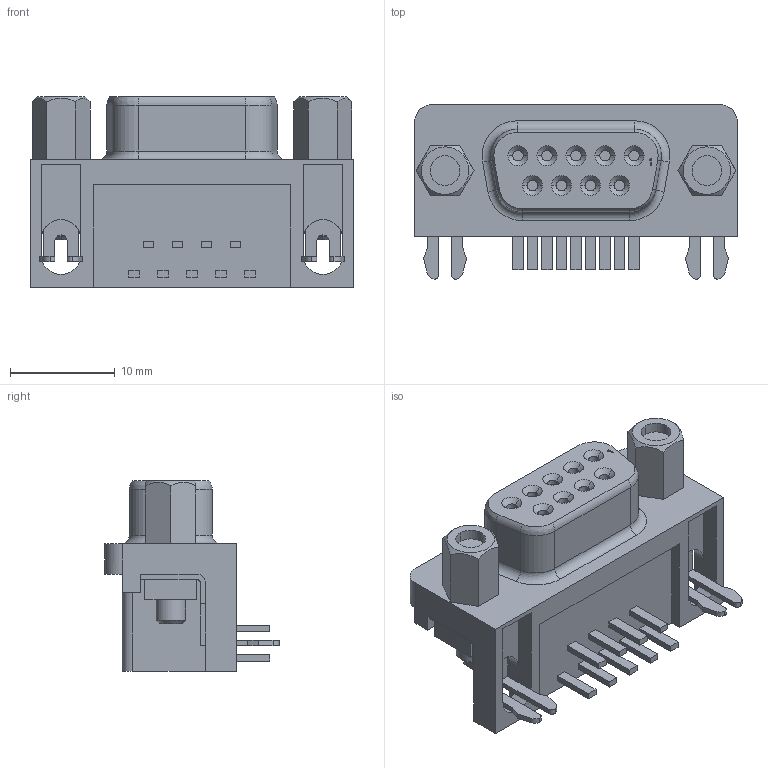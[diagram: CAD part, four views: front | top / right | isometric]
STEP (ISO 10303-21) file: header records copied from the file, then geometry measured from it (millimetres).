
FILE_DESCRIPTION((''),'2;1');
FILE_NAME('C-2311765-1','2018-06-14T',('workeradm'),('TE Connectivity Ltd.'),'CREO PARAMETRIC BY PTC INC, 2016050','CREO PARAMETRIC BY PTC INC, 2016050','');
FILE_SCHEMA(('AUTOMOTIVE_DESIGN { 1 0 10303 214 1 1 1 1 }'));
Length unit declared in the file: millimetre
Products named in the file (1): C-2311765-1
Bounding box: 30.81 x 16.65 x 18.2 mm (x, y, z)
Volume: 4170.2 mm3; surface area: 2751.3 mm2
Topology: 1 solids, 1 shells, 265 faces, 671 edges, 434 vertices
Faces by surface type: plane 169, cylinder 62, cone 26, bspline 4, torus 4
Entity records: 8217 total; most frequent: CARTESIAN_POINT 1554, ORIENTED_EDGE 1342, DIRECTION 1335, EDGE_CURVE 671, VECTOR 489, LINE 489, VERTEX_POINT 434, AXIS2_PLACEMENT_3D 423
